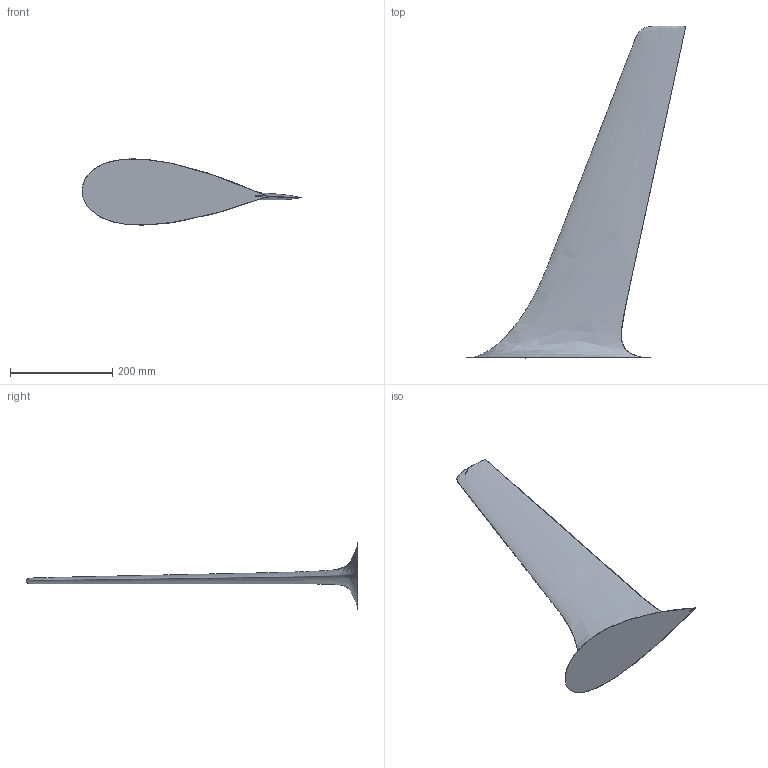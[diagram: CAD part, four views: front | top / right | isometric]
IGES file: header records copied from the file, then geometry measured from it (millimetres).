
Start section: START RECORD GO HERE.
Global section: file name: Wing_Rui_Scaled_Tip_mod_mm.igs; native system: DASSAULT SYSTEMES CATIA V5 R21 - www.3ds.com; preprocessor: CATIA Version 5 Release 21 ; author: UBI; organization: UBI-PC; date: 20140602.165102; units: millimetre
Bounding box: 429.7 x 649.79 x 129.85 mm (x, y, z)
Surface area: 249849.9 mm2 (no closed solid volume)
Topology: 0 solids, 0 shells, 4 faces, 12 edges, 12 vertices
Faces by surface type: bspline 2, plane 2
